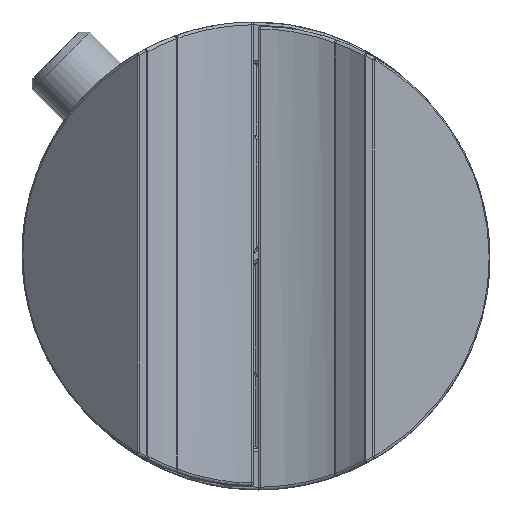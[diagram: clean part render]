
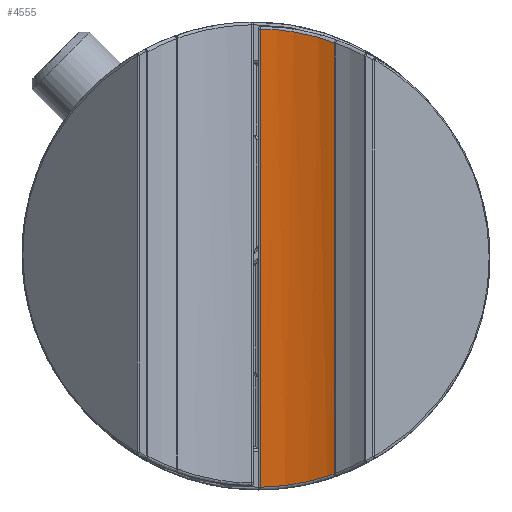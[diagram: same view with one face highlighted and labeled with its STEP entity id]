
A CAD part, front view. The second image highlights one B-rep face of the part: STEP entity #4555.
In plain terms, the highlighted cylindrical face has radius 14 mm (diameter 28 mm), a partial arc.
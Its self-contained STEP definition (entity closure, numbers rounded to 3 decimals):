
#418 = CARTESIAN_POINT ( 'NONE',  ( -8.435, -3.899, -11.348 ) ) ;
#519 = CARTESIAN_POINT ( 'NONE',  ( -8.408, 20.244, 12.013 ) ) ;
#891 = LINE ( 'NONE', #4059, #4512 ) ;
#994 = DIRECTION ( 'NONE',  ( 0., -0.707, 0.707 ) ) ;
#1016 = CARTESIAN_POINT ( 'NONE',  ( -10.167, -6.949, -6.506 ) ) ;
#1594 = VERTEX_POINT ( 'NONE', #7920 ) ;
#1940 = CARTESIAN_POINT ( 'NONE',  ( -8.408, -3.513, -11.744 ) ) ;
#1976 = CARTESIAN_POINT ( 'NONE',  ( -8.677, -4.937, -10.089 ) ) ;
#2285 = EDGE_CURVE ( 'NONE', #4357, #1594, #891, .T. ) ;
#2728 = CARTESIAN_POINT ( 'NONE',  ( -9.252, -6.114, -8.318 ) ) ;
#2800 = CARTESIAN_POINT ( 'NONE',  ( -10.167, 15.006, 15.449 ) ) ;
#2899 = VECTOR ( 'NONE', #8224, 1000. ) ;
#3372 = EDGE_CURVE ( 'NONE', #1594, #4675, #8342, .T. ) ;
#3509 = CARTESIAN_POINT ( 'NONE',  ( -10.167, -6.949, -6.506 ) ) ;
#3571 = CARTESIAN_POINT ( 'NONE',  ( -9.684, 15.916, 15.053 ) ) ;
#3755 = ORIENTED_EDGE ( 'NONE', *, *, #3372, .T. ) ;
#4059 = CARTESIAN_POINT ( 'NONE',  ( -10.167, -12.971, -12.529 ) ) ;
#4357 = VERTEX_POINT ( 'NONE', #1016 ) ;
#4378 = CARTESIAN_POINT ( 'NONE',  ( -9.095, 17.279, 14.316 ) ) ;
#4512 = VECTOR ( 'NONE', #8676, 1000. ) ;
#4555 = ADVANCED_FACE ( 'NONE', ( #6551 ), #6312, .F. ) ;
#4675 = VERTEX_POINT ( 'NONE', #7363 ) ;
#4844 = CARTESIAN_POINT ( 'NONE',  ( -22.391, -8.146, -17.354 ) ) ;
#4986 = LINE ( 'NONE', #5842, #2899 ) ;
#5112 = ORIENTED_EDGE ( 'NONE', *, *, #5868, .T. ) ;
#5153 = CARTESIAN_POINT ( 'NONE',  ( -8.463, 19.452, 12.787 ) ) ;
#5224 = VERTEX_POINT ( 'NONE', #8901 ) ;
#5348 = ORIENTED_EDGE ( 'NONE', *, *, #2285, .T. ) ;
#5489 = ORIENTED_EDGE ( 'NONE', *, *, #7820, .T. ) ;
#5643 = DIRECTION ( 'NONE',  ( 0., 0.707, 0.707 ) ) ;
#5842 = CARTESIAN_POINT ( 'NONE',  ( -8.408, -8.634, -16.866 ) ) ;
#5868 = EDGE_CURVE ( 'NONE', #5224, #4357, #7815, .T. ) ;
#6312 = CYLINDRICAL_SURFACE ( 'NONE', #7113, 14. ) ;
#6551 = FACE_OUTER_BOUND ( 'NONE', #7157, .T. ) ;
#6645 = CARTESIAN_POINT ( 'NONE',  ( -8.495, -4.261, -10.938 ) ) ;
#7113 = AXIS2_PLACEMENT_3D ( 'NONE', #4844, #5643, #994 ) ;
#7157 = EDGE_LOOP ( 'NONE', ( #5489, #5112, #5348, #3755 ) ) ;
#7363 = CARTESIAN_POINT ( 'NONE',  ( -8.408, 20.244, 12.013 ) ) ;
#7417 = CARTESIAN_POINT ( 'NONE',  ( -8.8, -5.253, -9.648 ) ) ;
#7815 = B_SPLINE_CURVE_WITH_KNOTS ( 'NONE', 3,
 ( #1940, #418, #6645, #1976, #7417, #2728, #8170, #3509 ),
 .UNSPECIFIED., .F., .F.,
 ( 4, 2, 2, 4 ),
 ( 0., 0.002, 0.003, 0.007 ),
 .UNSPECIFIED. ) ;
#7820 = EDGE_CURVE ( 'NONE', #4675, #5224, #4986, .T. ) ;
#7920 = CARTESIAN_POINT ( 'NONE',  ( -10.167, 15.006, 15.449 ) ) ;
#8170 = CARTESIAN_POINT ( 'NONE',  ( -9.661, -6.577, -7.416 ) ) ;
#8224 = DIRECTION ( 'NONE',  ( 0., -0.707, -0.707 ) ) ;
#8232 = CARTESIAN_POINT ( 'NONE',  ( -9.913, 15.462, 15.263 ) ) ;
#8342 = B_SPLINE_CURVE_WITH_KNOTS ( 'NONE', 3,
 ( #2800, #8232, #3571, #8998, #4378, #9765, #5153, #519 ),
 .UNSPECIFIED., .F., .F.,
 ( 4, 2, 2, 4 ),
 ( 0., 0.002, 0.003, 0.007 ),
 .UNSPECIFIED. ) ;
#8676 = DIRECTION ( 'NONE',  ( 0., 0.707, 0.707 ) ) ;
#8901 = CARTESIAN_POINT ( 'NONE',  ( -8.408, -3.513, -11.744 ) ) ;
#8998 = CARTESIAN_POINT ( 'NONE',  ( -9.275, 16.824, 14.581 ) ) ;
#9765 = CARTESIAN_POINT ( 'NONE',  ( -8.645, 18.608, 13.454 ) ) ;
